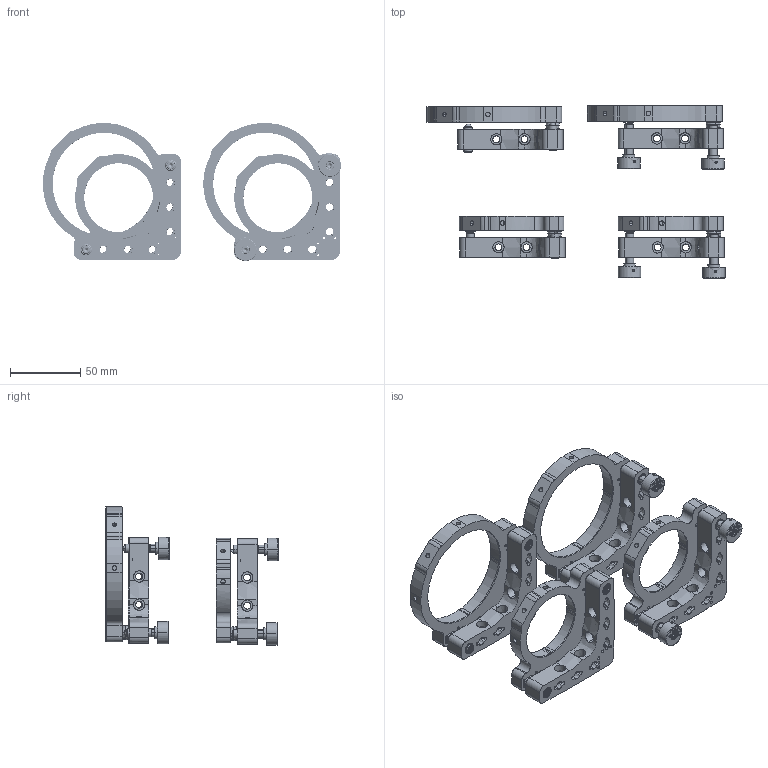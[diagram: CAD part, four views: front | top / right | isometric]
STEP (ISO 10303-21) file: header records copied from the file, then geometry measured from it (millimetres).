
FILE_DESCRIPTION(/* description */ (''),/* implementation_level */ '2;1');
FILE_NAME(/* name */ 'MME-IN~1',/* time_stamp */ '2021-06-09T11:41:03+03:00',/* author */ (''),/* organization */ (''),/* preprocessor_version */ 'ST-DEVELOPER v15',/* originating_system */ '',/* authorisation */ '');
FILE_SCHEMA (('AUTOMOTIVE_DESIGN'));
Products named in the file (5): Document; MME-A-2inch; MME-A-3inch; MME-B-3inch; MME-B-2inch
Assembly tree (4 placements, depth 2):
  Document
    MME-A-2inch
    MME-A-3inch
    MME-B-3inch
    MME-B-2inch
Bounding box: 212.11 x 122.71 x 98.16 mm (x, y, z)
Volume: 219367.4 mm3; surface area: 122230.1 mm2
Topology: 47 solids, 71 shells, 2557 faces, 7214 edges, 4742 vertices
Faces by surface type: bspline 2557
Entity records: 178398 total; most frequent: CARTESIAN_POINT 91157, B_SPLINE_CURVE_WITH_KNOTS 15497, ORIENTED_EDGE 14173, PCURVE 14173, DEFINITIONAL_REPRESENTATION 14173, SURFACE_CURVE 7125, EDGE_CURVE 7125, VERTEX_POINT 4750
